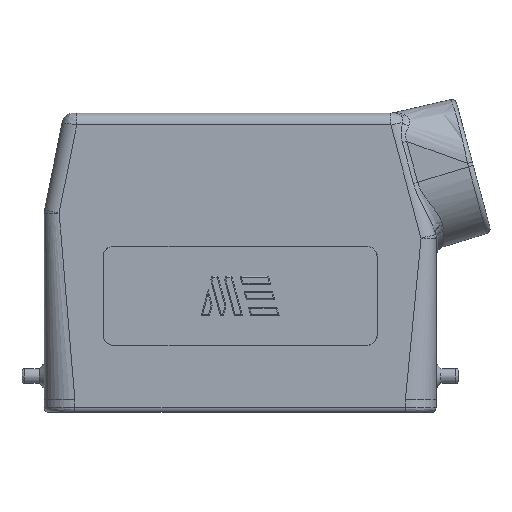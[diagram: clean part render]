
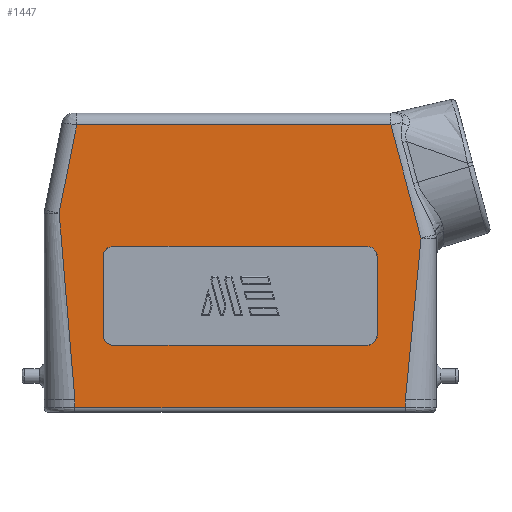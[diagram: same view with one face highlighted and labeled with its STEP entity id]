
A CAD part, front view. The second image highlights one B-rep face of the part: STEP entity #1447.
In plain terms, the highlighted planar face has unit normal (0, -1, 0).
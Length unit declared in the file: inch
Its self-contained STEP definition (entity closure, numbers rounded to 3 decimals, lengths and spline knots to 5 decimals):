
#113 = VERTEX_POINT ( 'NONE', #6093 ) ;
#247 = CARTESIAN_POINT ( 'NONE',  ( -1.31693, -0.57677, 0.01575 ) ) ;
#387 = EDGE_LOOP ( 'NONE', ( #9146, #8336, #6991, #8105, #929, #1723, #3621, #4883 ) ) ;
#907 = DIRECTION ( 'NONE',  ( 0., 0., -1. ) ) ;
#923 = VERTEX_POINT ( 'NONE', #247 ) ;
#929 = ORIENTED_EDGE ( 'NONE', *, *, #2675, .F. ) ;
#959 = LINE ( 'NONE', #4176, #8518 ) ;
#1028 = EDGE_CURVE ( 'NONE', #1883, #4998, #3039, .T. ) ;
#1220 = VERTEX_POINT ( 'NONE', #3410 ) ;
#1305 = CARTESIAN_POINT ( 'NONE',  ( -1.31693, -0.57677, 0.07874 ) ) ;
#1382 = LINE ( 'NONE', #4546, #9192 ) ;
#1447 = ADVANCED_FACE ( 'NONE', ( #5685, #5589 ), #4910, .T. ) ;
#1584 = CARTESIAN_POINT ( 'NONE',  ( -1.01378, -0.57677, 1.29921 ) ) ;
#1619 = VERTEX_POINT ( 'NONE', #5070 ) ;
#1723 = ORIENTED_EDGE ( 'NONE', *, *, #6782, .T. ) ;
#1785 = VERTEX_POINT ( 'NONE', #1584 ) ;
#1883 = VERTEX_POINT ( 'NONE', #8519 ) ;
#1903 = CARTESIAN_POINT ( 'NONE',  ( -1.30199, -0.57677, 2.26772 ) ) ;
#1961 = LINE ( 'NONE', #5908, #4907 ) ;
#1980 = DIRECTION ( 'NONE',  ( 0., 0., -1. ) ) ;
#2404 = LINE ( 'NONE', #6599, #8779 ) ;
#2428 = EDGE_CURVE ( 'NONE', #1619, #4840, #1961, .T. ) ;
#2514 = ORIENTED_EDGE ( 'NONE', *, *, #6335, .T. ) ;
#2566 = DIRECTION ( 'NONE',  ( 0., 1., 0. ) ) ;
#2621 = DIRECTION ( 'NONE',  ( 0., 1., 0. ) ) ;
#2675 = EDGE_CURVE ( 'NONE', #9418, #1220, #4024, .T. ) ;
#2691 = LINE ( 'NONE', #5054, #3040 ) ;
#2727 = DIRECTION ( 'NONE',  ( 0., 0., -1. ) ) ;
#2807 = VERTEX_POINT ( 'NONE', #3559 ) ;
#3010 = CARTESIAN_POINT ( 'NONE',  ( 1.31693, -0.57677, 0.07874 ) ) ;
#3039 = LINE ( 'NONE', #4616, #5052 ) ;
#3040 = VECTOR ( 'NONE', #6785, 39.37008 ) ;
#3152 = VERTEX_POINT ( 'NONE', #4120 ) ;
#3235 = VERTEX_POINT ( 'NONE', #9380 ) ;
#3324 = ORIENTED_EDGE ( 'NONE', *, *, #9291, .T. ) ;
#3410 = CARTESIAN_POINT ( 'NONE',  ( 1.31693, -0.57677, 0.01575 ) ) ;
#3513 = ORIENTED_EDGE ( 'NONE', *, *, #10094, .T. ) ;
#3547 = CARTESIAN_POINT ( 'NONE',  ( 1.31693, -0.57677, 0.07874 ) ) ;
#3556 = CIRCLE ( 'NONE', #6413, 0.07874 ) ;
#3559 = CARTESIAN_POINT ( 'NONE',  ( 1.01378, -0.57677, 1.29921 ) ) ;
#3621 = ORIENTED_EDGE ( 'NONE', *, *, #6957, .T. ) ;
#3707 = DIRECTION ( 'NONE',  ( 0., 1., 0. ) ) ;
#3755 = ORIENTED_EDGE ( 'NONE', *, *, #8300, .T. ) ;
#3790 = VECTOR ( 'NONE', #8106, 39.37008 ) ;
#3798 = DIRECTION ( 'NONE',  ( 0., 0., 1. ) ) ;
#4024 = LINE ( 'NONE', #6297, #6253 ) ;
#4026 = DIRECTION ( 'NONE',  ( 0., 0., -1. ) ) ;
#4096 = EDGE_CURVE ( 'NONE', #6712, #5526, #3556, .T. ) ;
#4116 = DIRECTION ( 'NONE',  ( 1., 0., 0. ) ) ;
#4120 = CARTESIAN_POINT ( 'NONE',  ( -1.01378, -0.57677, 0.51181 ) ) ;
#4176 = CARTESIAN_POINT ( 'NONE',  ( 1.09252, -0.57677, 0.07874 ) ) ;
#4195 = LINE ( 'NONE', #7412, #8569 ) ;
#4279 = CARTESIAN_POINT ( 'NONE',  ( 1.09252, -0.57677, 0.59055 ) ) ;
#4459 = CARTESIAN_POINT ( 'NONE',  ( -1.01378, -0.57677, 0.59055 ) ) ;
#4546 = CARTESIAN_POINT ( 'NONE',  ( -1.09252, -0.57677, 0.07874 ) ) ;
#4616 = CARTESIAN_POINT ( 'NONE',  ( -1.44222, -0.57677, 1.56657 ) ) ;
#4840 = VERTEX_POINT ( 'NONE', #5834 ) ;
#4881 = VECTOR ( 'NONE', #6118, 39.37008 ) ;
#4883 = ORIENTED_EDGE ( 'NONE', *, *, #2428, .T. ) ;
#4907 = VECTOR ( 'NONE', #5172, 39.37008 ) ;
#4910 = PLANE ( 'NONE',  #9256 ) ;
#4958 = VERTEX_POINT ( 'NONE', #6834 ) ;
#4970 = CARTESIAN_POINT ( 'NONE',  ( 1.01378, -0.57677, 0.51181 ) ) ;
#4998 = VERTEX_POINT ( 'NONE', #1305 ) ;
#5052 = VECTOR ( 'NONE', #8517, 39.37008 ) ;
#5054 = CARTESIAN_POINT ( 'NONE',  ( 1.44181, -0.57677, 1.36635 ) ) ;
#5070 = CARTESIAN_POINT ( 'NONE',  ( 1.20029, -0.57677, 2.26772 ) ) ;
#5141 = CARTESIAN_POINT ( 'NONE',  ( -1.31693, -0.57677, 0.07874 ) ) ;
#5172 = DIRECTION ( 'NONE',  ( -1., 0., 0. ) ) ;
#5187 = DIRECTION ( 'NONE',  ( 0., 0., -1. ) ) ;
#5526 = VERTEX_POINT ( 'NONE', #4970 ) ;
#5554 = EDGE_CURVE ( 'NONE', #1220, #923, #2404, .T. ) ;
#5589 = FACE_BOUND ( 'NONE', #9096, .T. ) ;
#5685 = FACE_OUTER_BOUND ( 'NONE', #387, .T. ) ;
#5834 = CARTESIAN_POINT ( 'NONE',  ( -1.30199, -0.57677, 2.26772 ) ) ;
#5908 = CARTESIAN_POINT ( 'NONE',  ( 1.56102, -0.57677, 2.26772 ) ) ;
#6093 = CARTESIAN_POINT ( 'NONE',  ( 1.09252, -0.57677, 1.22047 ) ) ;
#6118 = DIRECTION ( 'NONE',  ( 0.097, 0., 0.995 ) ) ;
#6228 = ORIENTED_EDGE ( 'NONE', *, *, #4096, .T. ) ;
#6253 = VECTOR ( 'NONE', #9715, 39.37008 ) ;
#6297 = CARTESIAN_POINT ( 'NONE',  ( 1.31693, -0.57677, -0.02362 ) ) ;
#6335 = EDGE_CURVE ( 'NONE', #1785, #2807, #4195, .T. ) ;
#6413 = AXIS2_PLACEMENT_3D ( 'NONE', #7195, #2566, #7245 ) ;
#6511 = DIRECTION ( 'NONE',  ( 1., 0., 0. ) ) ;
#6599 = CARTESIAN_POINT ( 'NONE',  ( -1.48953, -0.57677, 0.01575 ) ) ;
#6611 = CARTESIAN_POINT ( 'NONE',  ( -1.01378, -0.57677, 1.22047 ) ) ;
#6633 = LINE ( 'NONE', #1903, #9844 ) ;
#6645 = AXIS2_PLACEMENT_3D ( 'NONE', #9358, #10402, #4026 ) ;
#6712 = VERTEX_POINT ( 'NONE', #4279 ) ;
#6782 = EDGE_CURVE ( 'NONE', #9418, #9837, #6904, .T. ) ;
#6785 = DIRECTION ( 'NONE',  ( -0.259, 0., 0.966 ) ) ;
#6826 = AXIS2_PLACEMENT_3D ( 'NONE', #4459, #3707, #5187 ) ;
#6834 = CARTESIAN_POINT ( 'NONE',  ( -1.09252, -0.57677, 1.22047 ) ) ;
#6904 = LINE ( 'NONE', #3010, #4881 ) ;
#6957 = EDGE_CURVE ( 'NONE', #9837, #1619, #2691, .T. ) ;
#6991 = ORIENTED_EDGE ( 'NONE', *, *, #9830, .T. ) ;
#7004 = AXIS2_PLACEMENT_3D ( 'NONE', #6611, #2621, #1980 ) ;
#7195 = CARTESIAN_POINT ( 'NONE',  ( 1.01378, -0.57677, 0.59055 ) ) ;
#7204 = LINE ( 'NONE', #10365, #3790 ) ;
#7245 = DIRECTION ( 'NONE',  ( 0., 0., -1. ) ) ;
#7412 = CARTESIAN_POINT ( 'NONE',  ( 1.56102, -0.57677, 1.29921 ) ) ;
#7845 = VECTOR ( 'NONE', #2727, 39.37008 ) ;
#7896 = EDGE_CURVE ( 'NONE', #4840, #1883, #6633, .T. ) ;
#7918 = DIRECTION ( 'NONE',  ( 0., -1., 0. ) ) ;
#8004 = CIRCLE ( 'NONE', #6826, 0.07874 ) ;
#8032 = DIRECTION ( 'NONE',  ( -1., 0., 0. ) ) ;
#8034 = EDGE_CURVE ( 'NONE', #5526, #3152, #7204, .T. ) ;
#8105 = ORIENTED_EDGE ( 'NONE', *, *, #5554, .F. ) ;
#8106 = DIRECTION ( 'NONE',  ( -1., 0., 0. ) ) ;
#8125 = CARTESIAN_POINT ( 'NONE',  ( 1.56102, -0.57677, 0.07874 ) ) ;
#8233 = ORIENTED_EDGE ( 'NONE', *, *, #8034, .T. ) ;
#8300 = EDGE_CURVE ( 'NONE', #2807, #113, #9672, .T. ) ;
#8313 = CARTESIAN_POINT ( 'NONE',  ( 1.44181, -0.57677, 1.36635 ) ) ;
#8336 = ORIENTED_EDGE ( 'NONE', *, *, #1028, .T. ) ;
#8492 = ORIENTED_EDGE ( 'NONE', *, *, #9775, .T. ) ;
#8517 = DIRECTION ( 'NONE',  ( 0.084, 0., -0.996 ) ) ;
#8518 = VECTOR ( 'NONE', #907, 39.37008 ) ;
#8519 = CARTESIAN_POINT ( 'NONE',  ( -1.44222, -0.57677, 1.56657 ) ) ;
#8569 = VECTOR ( 'NONE', #6511, 39.37008 ) ;
#8665 = EDGE_CURVE ( 'NONE', #3152, #3235, #8004, .T. ) ;
#8779 = VECTOR ( 'NONE', #8032, 39.37008 ) ;
#9096 = EDGE_LOOP ( 'NONE', ( #8492, #2514, #3755, #3324, #6228, #8233, #10003, #3513 ) ) ;
#9146 = ORIENTED_EDGE ( 'NONE', *, *, #7896, .T. ) ;
#9192 = VECTOR ( 'NONE', #3798, 39.37008 ) ;
#9208 = DIRECTION ( 'NONE',  ( -0.196, 0., -0.981 ) ) ;
#9256 = AXIS2_PLACEMENT_3D ( 'NONE', #8125, #7918, #4116 ) ;
#9291 = EDGE_CURVE ( 'NONE', #113, #6712, #959, .T. ) ;
#9358 = CARTESIAN_POINT ( 'NONE',  ( 1.01378, -0.57677, 1.22047 ) ) ;
#9380 = CARTESIAN_POINT ( 'NONE',  ( -1.09252, -0.57677, 0.59055 ) ) ;
#9418 = VERTEX_POINT ( 'NONE', #3547 ) ;
#9525 = CIRCLE ( 'NONE', #7004, 0.07874 ) ;
#9672 = CIRCLE ( 'NONE', #6645, 0.07874 ) ;
#9715 = DIRECTION ( 'NONE',  ( 0., 0., -1. ) ) ;
#9775 = EDGE_CURVE ( 'NONE', #4958, #1785, #9525, .T. ) ;
#9830 = EDGE_CURVE ( 'NONE', #4998, #923, #9978, .T. ) ;
#9837 = VERTEX_POINT ( 'NONE', #8313 ) ;
#9844 = VECTOR ( 'NONE', #9208, 39.37008 ) ;
#9978 = LINE ( 'NONE', #5141, #7845 ) ;
#10003 = ORIENTED_EDGE ( 'NONE', *, *, #8665, .T. ) ;
#10094 = EDGE_CURVE ( 'NONE', #3235, #4958, #1382, .T. ) ;
#10365 = CARTESIAN_POINT ( 'NONE',  ( 1.56102, -0.57677, 0.51181 ) ) ;
#10402 = DIRECTION ( 'NONE',  ( 0., 1., 0. ) ) ;
